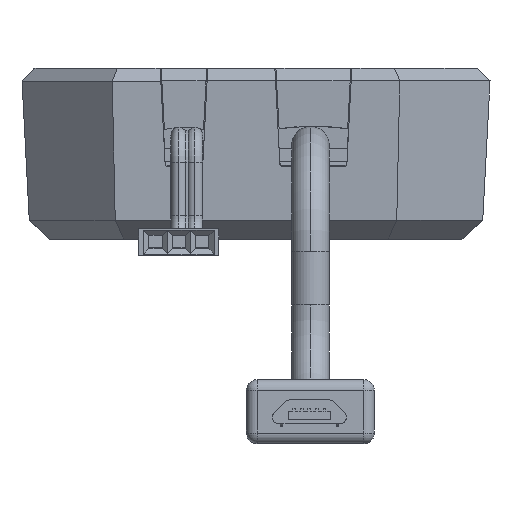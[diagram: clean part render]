
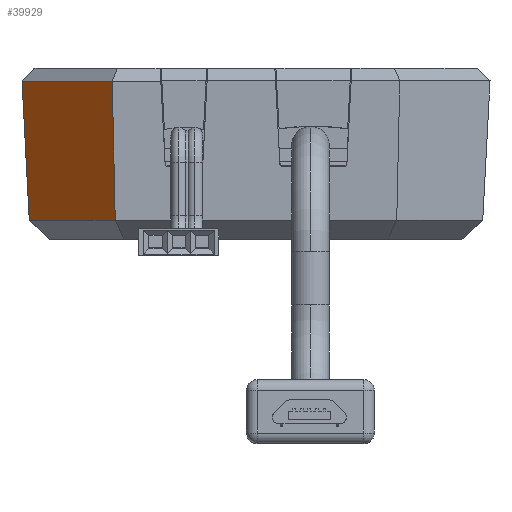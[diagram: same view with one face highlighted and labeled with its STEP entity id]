
A CAD part, left-side view. The second image highlights one B-rep face of the part: STEP entity #39929.
In plain terms, the highlighted face is planar.
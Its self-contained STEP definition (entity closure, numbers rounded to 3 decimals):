
#5436 = DIRECTION ( 'NONE',  ( -0.707, 0., -0.707 ) ) ;
#6466 = DIRECTION ( 'NONE',  ( 0.052, 0.998, -0.022 ) ) ;
#7205 = LINE ( 'NONE', #85425, #46228 ) ;
#13068 = VERTEX_POINT ( 'NONE', #28578 ) ;
#15545 = LINE ( 'NONE', #26793, #44543 ) ;
#15802 = CARTESIAN_POINT ( 'NONE',  ( -25.92, -12.752, 21.923 ) ) ;
#17079 = EDGE_CURVE ( 'NONE', #42289, #31490, #73888, .T. ) ;
#18195 = EDGE_CURVE ( 'NONE', #13068, #31490, #15545, .T. ) ;
#19165 = CARTESIAN_POINT ( 'NONE',  ( -25.638, 0.252, 21.242 ) ) ;
#24002 = DIRECTION ( 'NONE',  ( 0.707, 0., 0.707 ) ) ;
#26793 = CARTESIAN_POINT ( 'NONE',  ( -33.587, 2.245, 13.145 ) ) ;
#28578 = CARTESIAN_POINT ( 'NONE',  ( -34.373, -12.752, 13.47 ) ) ;
#28874 = DIRECTION ( 'NONE',  ( 0.707, 0., 0.707 ) ) ;
#30688 = FACE_OUTER_BOUND ( 'NONE', #67392, .T. ) ;
#31490 = VERTEX_POINT ( 'NONE', #41121 ) ;
#38124 = VECTOR ( 'NONE', #5436, 1000. ) ;
#39929 = ADVANCED_FACE ( 'NONE', ( #30688 ), #87091, .T. ) ;
#41121 = CARTESIAN_POINT ( 'NONE',  ( -33.692, 0.252, 13.188 ) ) ;
#42289 = VERTEX_POINT ( 'NONE', #19165 ) ;
#44543 = VECTOR ( 'NONE', #6466, 1000. ) ;
#46228 = VECTOR ( 'NONE', #50012, 1000. ) ;
#50012 = DIRECTION ( 'NONE',  ( -0.022, -0.998, 0.052 ) ) ;
#50253 = VERTEX_POINT ( 'NONE', #15802 ) ;
#50531 = ORIENTED_EDGE ( 'NONE', *, *, #79095, .T. ) ;
#51657 = EDGE_CURVE ( 'NONE', #42289, #50253, #7205, .T. ) ;
#52675 = DIRECTION ( 'NONE',  ( -0.706, 0.052, 0.706 ) ) ;
#58703 = AXIS2_PLACEMENT_3D ( 'NONE', #73299, #52675, #24002 ) ;
#61436 = VECTOR ( 'NONE', #28874, 1000. ) ;
#63821 = CARTESIAN_POINT ( 'NONE',  ( -26.147, -12.752, 21.697 ) ) ;
#66420 = ORIENTED_EDGE ( 'NONE', *, *, #51657, .F. ) ;
#67392 = EDGE_LOOP ( 'NONE', ( #78335, #50531, #66420, #82656 ) ) ;
#69693 = CARTESIAN_POINT ( 'NONE',  ( -33.665, 0.252, 13.215 ) ) ;
#72646 = LINE ( 'NONE', #63821, #61436 ) ;
#73299 = CARTESIAN_POINT ( 'NONE',  ( -25.6, 2., 21.15 ) ) ;
#73888 = LINE ( 'NONE', #69693, #38124 ) ;
#78335 = ORIENTED_EDGE ( 'NONE', *, *, #18195, .F. ) ;
#79095 = EDGE_CURVE ( 'NONE', #13068, #50253, #72646, .T. ) ;
#82656 = ORIENTED_EDGE ( 'NONE', *, *, #17079, .T. ) ;
#85425 = CARTESIAN_POINT ( 'NONE',  ( -25.6, 2., 21.15 ) ) ;
#87091 = PLANE ( 'NONE',  #58703 ) ;
